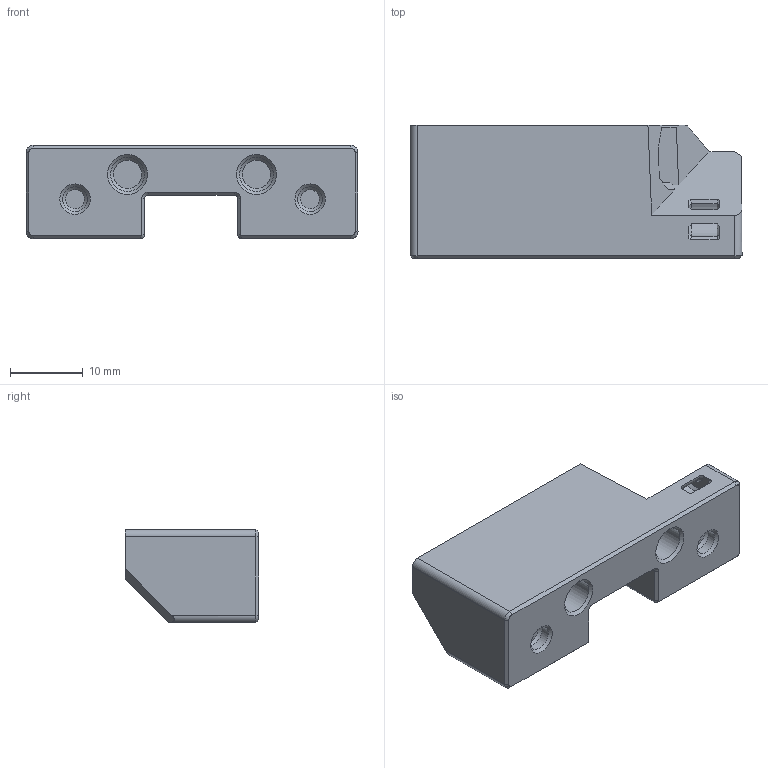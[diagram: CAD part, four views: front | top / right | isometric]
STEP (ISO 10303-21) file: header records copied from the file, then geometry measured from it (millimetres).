
FILE_DESCRIPTION(/* description */ (''),/* implementation_level */ '2;1');
FILE_NAME(/* name */ 'Wired Optical Sensor Mount.step',/* time_stamp */ '2023-09-17T05:26:04-06:00',/* author */ (''),/* organization */ (''),/* preprocessor_version */ 'ST-DEVELOPER v20',/* originating_system */ 'Autodesk Translation Framework v12.9.0.99',/* authorisation */ '');
FILE_SCHEMA (('AUTOMOTIVE_DESIGN { 1 0 10303 214 3 1 1 }'));
Length unit declared in the file: millimetre
Products named in the file (1): Body1 (1)
Bounding box: 45.76 x 18.4 x 12.85 mm (x, y, z)
Volume: 6587.4 mm3; surface area: 3400.3 mm2
Topology: 1 solids, 1 shells, 136 faces, 349 edges, 221 vertices
Faces by surface type: plane 88, cone 26, cylinder 18, bspline 4
Full cylindrical faces by diameter (mm): 2.8 x2, 3.2 x2, 3.4 x2, 4.7 x2
Entity records: 4169 total; most frequent: CARTESIAN_POINT 803, ORIENTED_EDGE 698, DIRECTION 671, EDGE_CURVE 349, LINE 277, VECTOR 277, VERTEX_POINT 221, AXIS2_PLACEMENT_3D 197
